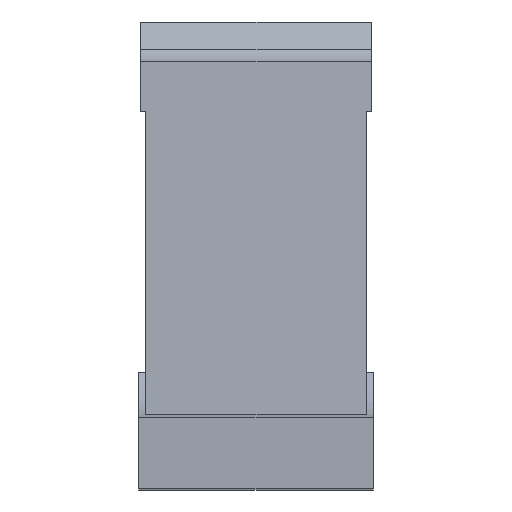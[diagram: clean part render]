
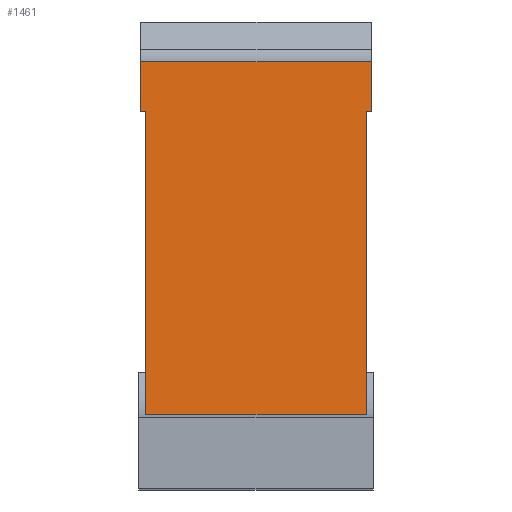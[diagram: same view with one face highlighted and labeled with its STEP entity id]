
A CAD part, top view. The second image highlights one B-rep face of the part: STEP entity #1461.
In plain terms, the highlighted planar face has unit normal (0, 0.06, 0.998).
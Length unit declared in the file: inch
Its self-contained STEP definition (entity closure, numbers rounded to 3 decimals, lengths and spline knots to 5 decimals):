
#42 = VECTOR ( 'NONE', #694, 39.37008 ) ;
#119 = DIRECTION ( 'NONE',  ( 1., 0., 0. ) ) ;
#180 = LINE ( 'NONE', #1516, #1689 ) ;
#233 = AXIS2_PLACEMENT_3D ( 'NONE', #500, #683, #2139 ) ;
#234 = VECTOR ( 'NONE', #1494, 39.37008 ) ;
#279 = DIRECTION ( 'NONE',  ( 0., -0.998, 0.061 ) ) ;
#282 = LINE ( 'NONE', #1920, #1545 ) ;
#288 = CARTESIAN_POINT ( 'NONE',  ( 5.7666, 5.60637, 9.49892 ) ) ;
#324 = ORIENTED_EDGE ( 'NONE', *, *, #1352, .F. ) ;
#355 = EDGE_CURVE ( 'NONE', #892, #2136, #1658, .T. ) ;
#485 = ORIENTED_EDGE ( 'NONE', *, *, #1355, .F. ) ;
#500 = CARTESIAN_POINT ( 'NONE',  ( 5.7666, 6.3422, 9.45431 ) ) ;
#507 = VERTEX_POINT ( 'NONE', #1744 ) ;
#593 = EDGE_CURVE ( 'NONE', #619, #507, #1382, .T. ) ;
#611 = CARTESIAN_POINT ( 'NONE',  ( -0.03165, 6.3422, 9.45431 ) ) ;
#619 = VERTEX_POINT ( 'NONE', #2103 ) ;
#635 = VECTOR ( 'NONE', #884, 39.37008 ) ;
#647 = CARTESIAN_POINT ( 'NONE',  ( -0.03165, 6.3422, 9.45431 ) ) ;
#683 = DIRECTION ( 'NONE',  ( 0., -0.061, -0.998 ) ) ;
#685 = ORIENTED_EDGE ( 'NONE', *, *, #1033, .F. ) ;
#690 = CARTESIAN_POINT ( 'NONE',  ( -0.03165, 5.60637, 9.49892 ) ) ;
#691 = ORIENTED_EDGE ( 'NONE', *, *, #355, .F. ) ;
#694 = DIRECTION ( 'NONE',  ( 0., 0.998, -0.061 ) ) ;
#755 = LINE ( 'NONE', #611, #1799 ) ;
#757 = VERTEX_POINT ( 'NONE', #1540 ) ;
#776 = DIRECTION ( 'NONE',  ( -1., 0., 0. ) ) ;
#827 = VERTEX_POINT ( 'NONE', #1741 ) ;
#854 = VECTOR ( 'NONE', #776, 39.37008 ) ;
#864 = CARTESIAN_POINT ( 'NONE',  ( -3.45767, 6.3422, 9.45431 ) ) ;
#884 = DIRECTION ( 'NONE',  ( 1., 0., 0. ) ) ;
#892 = VERTEX_POINT ( 'NONE', #1942 ) ;
#944 = ORIENTED_EDGE ( 'NONE', *, *, #1965, .F. ) ;
#963 = EDGE_CURVE ( 'NONE', #827, #507, #282, .T. ) ;
#1033 = EDGE_CURVE ( 'NONE', #827, #892, #180, .T. ) ;
#1045 = CARTESIAN_POINT ( 'NONE',  ( 5.7666, 6.3422, 9.45431 ) ) ;
#1080 = ORIENTED_EDGE ( 'NONE', *, *, #963, .T. ) ;
#1125 = CARTESIAN_POINT ( 'NONE',  ( -3.45767, 5.60637, 9.49892 ) ) ;
#1214 = DIRECTION ( 'NONE',  ( 0., -0.998, 0.061 ) ) ;
#1308 = PLANE ( 'NONE',  #233 ) ;
#1352 = EDGE_CURVE ( 'NONE', #1632, #1572, #755, .T. ) ;
#1355 = EDGE_CURVE ( 'NONE', #1572, #619, #1781, .T. ) ;
#1365 = LINE ( 'NONE', #1045, #635 ) ;
#1382 = LINE ( 'NONE', #1855, #2031 ) ;
#1461 = ADVANCED_FACE ( 'NONE', ( #1473 ), #1308, .F. ) ;
#1473 = FACE_OUTER_BOUND ( 'NONE', #1782, .T. ) ;
#1494 = DIRECTION ( 'NONE',  ( -1., 0., 0. ) ) ;
#1516 = CARTESIAN_POINT ( 'NONE',  ( -3.38149, 6.3422, 9.45431 ) ) ;
#1540 = CARTESIAN_POINT ( 'NONE',  ( -3.45767, 6.3422, 9.45431 ) ) ;
#1545 = VECTOR ( 'NONE', #119, 39.37008 ) ;
#1572 = VERTEX_POINT ( 'NONE', #690 ) ;
#1632 = VERTEX_POINT ( 'NONE', #647 ) ;
#1658 = LINE ( 'NONE', #1839, #234 ) ;
#1689 = VECTOR ( 'NONE', #1823, 39.37008 ) ;
#1740 = LINE ( 'NONE', #864, #42 ) ;
#1741 = CARTESIAN_POINT ( 'NONE',  ( -3.38149, 1.10544, 9.77178 ) ) ;
#1744 = CARTESIAN_POINT ( 'NONE',  ( -0.10784, 1.10544, 9.77178 ) ) ;
#1781 = LINE ( 'NONE', #288, #854 ) ;
#1782 = EDGE_LOOP ( 'NONE', ( #485, #324, #1917, #944, #691, #685, #1080, #1900 ) ) ;
#1799 = VECTOR ( 'NONE', #279, 39.37008 ) ;
#1823 = DIRECTION ( 'NONE',  ( 0., 0.998, -0.061 ) ) ;
#1839 = CARTESIAN_POINT ( 'NONE',  ( 5.7666, 5.60637, 9.49892 ) ) ;
#1855 = CARTESIAN_POINT ( 'NONE',  ( -0.10784, 5.60637, 9.49892 ) ) ;
#1900 = ORIENTED_EDGE ( 'NONE', *, *, #593, .F. ) ;
#1917 = ORIENTED_EDGE ( 'NONE', *, *, #1973, .F. ) ;
#1920 = CARTESIAN_POINT ( 'NONE',  ( 1.10346, 1.10544, 9.77178 ) ) ;
#1942 = CARTESIAN_POINT ( 'NONE',  ( -3.38149, 5.60637, 9.49892 ) ) ;
#1965 = EDGE_CURVE ( 'NONE', #2136, #757, #1740, .T. ) ;
#1973 = EDGE_CURVE ( 'NONE', #757, #1632, #1365, .T. ) ;
#2031 = VECTOR ( 'NONE', #1214, 39.37008 ) ;
#2103 = CARTESIAN_POINT ( 'NONE',  ( -0.10784, 5.60637, 9.49892 ) ) ;
#2136 = VERTEX_POINT ( 'NONE', #1125 ) ;
#2139 = DIRECTION ( 'NONE',  ( 0., 0.998, -0.061 ) ) ;
